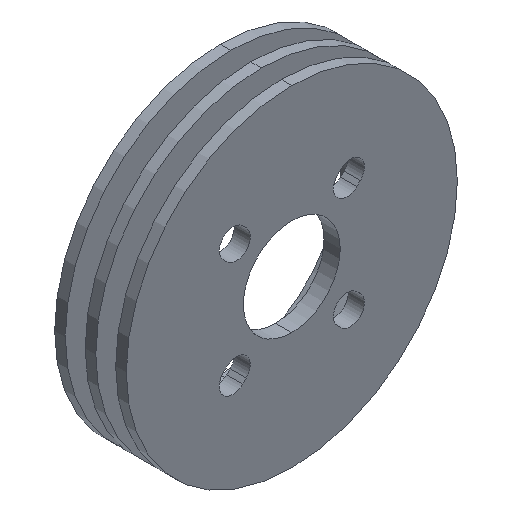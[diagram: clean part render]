
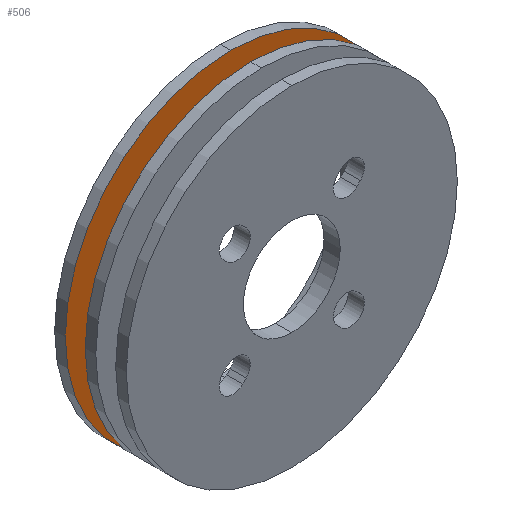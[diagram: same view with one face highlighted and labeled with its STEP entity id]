
A CAD part, isometric view. The second image highlights one B-rep face of the part: STEP entity #506.
In plain terms, the highlighted planar face has unit normal (0, -1, 0).
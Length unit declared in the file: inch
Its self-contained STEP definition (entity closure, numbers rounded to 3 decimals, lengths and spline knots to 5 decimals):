
#15 = DIRECTION ( 'NONE',  ( 0., 1., 0. ) ) ;
#42 = FACE_BOUND ( 'NONE', #484, .T. ) ;
#59 = DIRECTION ( 'NONE',  ( 0., 0., 1. ) ) ;
#61 = ORIENTED_EDGE ( 'NONE', *, *, #443, .F. ) ;
#139 = CIRCLE ( 'NONE', #892, 0.942 ) ;
#175 = AXIS2_PLACEMENT_3D ( 'NONE', #1382, #987, #825 ) ;
#177 = CARTESIAN_POINT ( 'NONE',  ( 0., 0.347, 0. ) ) ;
#198 = AXIS2_PLACEMENT_3D ( 'NONE', #1343, #635, #59 ) ;
#202 = EDGE_CURVE ( 'NONE', #1735, #384, #514, .T. ) ;
#206 = VERTEX_POINT ( 'NONE', #1827 ) ;
#283 = AXIS2_PLACEMENT_3D ( 'NONE', #966, #702, #1678 ) ;
#384 = VERTEX_POINT ( 'NONE', #1034 ) ;
#443 = EDGE_CURVE ( 'NONE', #206, #1807, #139, .T. ) ;
#484 = EDGE_LOOP ( 'NONE', ( #859, #592 ) ) ;
#506 = ADVANCED_FACE ( 'NONE', ( #794, #42 ), #1072, .F. ) ;
#514 = CIRCLE ( 'NONE', #283, 0.7485 ) ;
#589 = DIRECTION ( 'NONE',  ( 0., 0., 1. ) ) ;
#592 = ORIENTED_EDGE ( 'NONE', *, *, #202, .T. ) ;
#635 = DIRECTION ( 'NONE',  ( 0., 1., 0. ) ) ;
#639 = EDGE_LOOP ( 'NONE', ( #61, #1698 ) ) ;
#702 = DIRECTION ( 'NONE',  ( 0., 1., 0. ) ) ;
#794 = FACE_OUTER_BOUND ( 'NONE', #639, .T. ) ;
#825 = DIRECTION ( 'NONE',  ( 0., 0., 1. ) ) ;
#829 = CARTESIAN_POINT ( 'NONE',  ( 0., 0.347, 0.7485 ) ) ;
#849 = CARTESIAN_POINT ( 'NONE',  ( 0., 0.347, 0.942 ) ) ;
#859 = ORIENTED_EDGE ( 'NONE', *, *, #1606, .T. ) ;
#892 = AXIS2_PLACEMENT_3D ( 'NONE', #177, #1446, #1040 ) ;
#893 = CIRCLE ( 'NONE', #175, 0.7485 ) ;
#966 = CARTESIAN_POINT ( 'NONE',  ( 0., 0.347, 0. ) ) ;
#971 = AXIS2_PLACEMENT_3D ( 'NONE', #1419, #15, #589 ) ;
#987 = DIRECTION ( 'NONE',  ( 0., 1., 0. ) ) ;
#1034 = CARTESIAN_POINT ( 'NONE',  ( 0., 0.347, -0.7485 ) ) ;
#1040 = DIRECTION ( 'NONE',  ( 0., 0., 1. ) ) ;
#1072 = PLANE ( 'NONE',  #198 ) ;
#1343 = CARTESIAN_POINT ( 'NONE',  ( 0., 0.347, 0. ) ) ;
#1382 = CARTESIAN_POINT ( 'NONE',  ( 0., 0.347, 0. ) ) ;
#1419 = CARTESIAN_POINT ( 'NONE',  ( 0., 0.347, 0. ) ) ;
#1446 = DIRECTION ( 'NONE',  ( 0., 1., 0. ) ) ;
#1606 = EDGE_CURVE ( 'NONE', #384, #1735, #893, .T. ) ;
#1678 = DIRECTION ( 'NONE',  ( 0., 0., 1. ) ) ;
#1698 = ORIENTED_EDGE ( 'NONE', *, *, #1738, .F. ) ;
#1704 = CIRCLE ( 'NONE', #971, 0.942 ) ;
#1735 = VERTEX_POINT ( 'NONE', #829 ) ;
#1738 = EDGE_CURVE ( 'NONE', #1807, #206, #1704, .T. ) ;
#1807 = VERTEX_POINT ( 'NONE', #849 ) ;
#1827 = CARTESIAN_POINT ( 'NONE',  ( 0., 0.347, -0.942 ) ) ;
